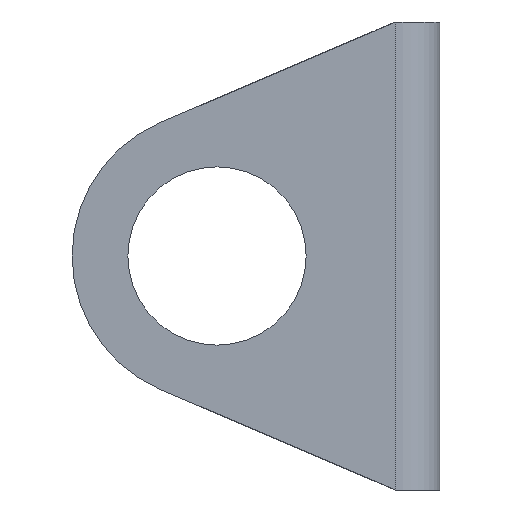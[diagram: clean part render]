
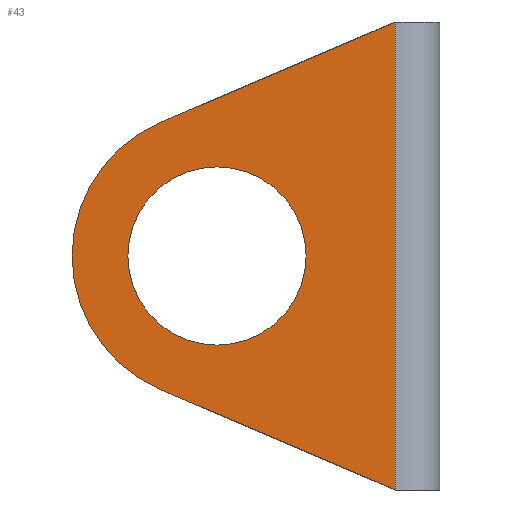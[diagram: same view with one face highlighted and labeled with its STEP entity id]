
A CAD part, left-side view. The second image highlights one B-rep face of the part: STEP entity #43.
In plain terms, the highlighted planar face has unit normal (-1, 0, 0).
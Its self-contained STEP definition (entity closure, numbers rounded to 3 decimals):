
#43 = ADVANCED_FACE( '', ( #96, #97 ), #98, .F. );
#96 = FACE_BOUND( '', #157, .T. );
#97 = FACE_OUTER_BOUND( '', #158, .T. );
#98 = PLANE( '', #159 );
#157 = EDGE_LOOP( '', ( #222 ) );
#158 = EDGE_LOOP( '', ( #223, #224, #225, #226 ) );
#159 = AXIS2_PLACEMENT_3D( '', #227, #228, #229 );
#222 = ORIENTED_EDGE( '', *, *, #340, .T. );
#223 = ORIENTED_EDGE( '', *, *, #341, .T. );
#224 = ORIENTED_EDGE( '', *, *, #342, .F. );
#225 = ORIENTED_EDGE( '', *, *, #343, .T. );
#226 = ORIENTED_EDGE( '', *, *, #344, .F. );
#227 = CARTESIAN_POINT( '', ( 0., 20., 21. ) );
#228 = DIRECTION( '', ( 1., 0., 0. ) );
#229 = DIRECTION( '', ( 0., 0., -1. ) );
#340 = EDGE_CURVE( '', #399, #399, #400, .T. );
#341 = EDGE_CURVE( '', #401, #402, #403, .T. );
#342 = EDGE_CURVE( '', #404, #402, #405, .T. );
#343 = EDGE_CURVE( '', #404, #406, #407, .T. );
#344 = EDGE_CURVE( '', #401, #406, #408, .T. );
#399 = VERTEX_POINT( '', #476 );
#400 = CIRCLE( '', #477, 8. );
#401 = VERTEX_POINT( '', #478 );
#402 = VERTEX_POINT( '', #479 );
#403 = LINE( '', #480, #481 );
#404 = VERTEX_POINT( '', #482 );
#405 = CIRCLE( '', #483, 13. );
#406 = VERTEX_POINT( '', #484 );
#407 = LINE( '', #485, #486 );
#408 = LINE( '', #487, #488 );
#476 = CARTESIAN_POINT( '', ( 0., 0., -8. ) );
#477 = AXIS2_PLACEMENT_3D( '', #550, #551, #552 );
#478 = CARTESIAN_POINT( '', ( 0., -16., 21. ) );
#479 = CARTESIAN_POINT( '', ( 0., 5.121, 11.949 ) );
#480 = CARTESIAN_POINT( '', ( 0., -16., 21. ) );
#481 = VECTOR( '', #553, 1000. );
#482 = CARTESIAN_POINT( '', ( 0., 5.121, -11.949 ) );
#483 = AXIS2_PLACEMENT_3D( '', #554, #555, #556 );
#484 = CARTESIAN_POINT( '', ( 0., -16., -21. ) );
#485 = CARTESIAN_POINT( '', ( 0., 5.121, -11.949 ) );
#486 = VECTOR( '', #557, 1000. );
#487 = CARTESIAN_POINT( '', ( 0., -16., 21. ) );
#488 = VECTOR( '', #558, 1000. );
#550 = CARTESIAN_POINT( '', ( 0., 0., 0. ) );
#551 = DIRECTION( '', ( 1., 0., 0. ) );
#552 = DIRECTION( '', ( 0., 0., -1. ) );
#553 = DIRECTION( '', ( 0., 0.919, -0.394 ) );
#554 = CARTESIAN_POINT( '', ( 0., 0., 0. ) );
#555 = DIRECTION( '', ( 1., 0., 0. ) );
#556 = DIRECTION( '', ( 0., 0., -1. ) );
#557 = DIRECTION( '', ( 0., -0.919, -0.394 ) );
#558 = DIRECTION( '', ( 0., 0., -1. ) );
